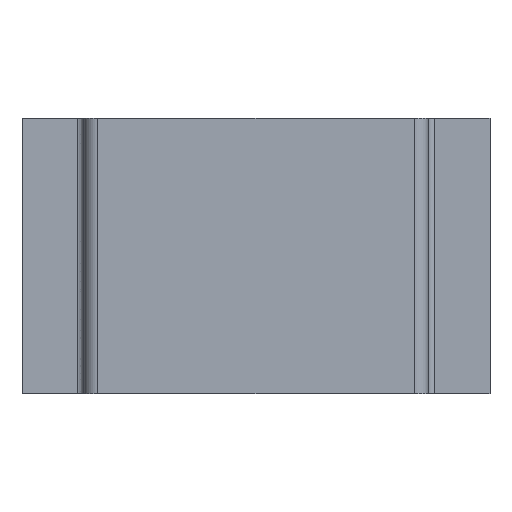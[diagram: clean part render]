
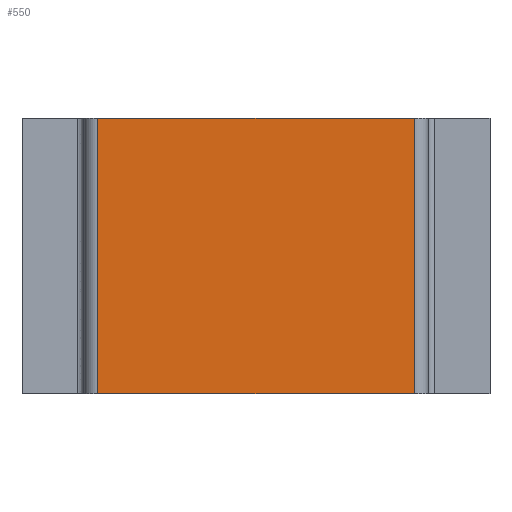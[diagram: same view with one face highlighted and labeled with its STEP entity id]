
A CAD part, top view. The second image highlights one B-rep face of the part: STEP entity #550.
In plain terms, the highlighted planar face has unit normal (0, 0, 1).
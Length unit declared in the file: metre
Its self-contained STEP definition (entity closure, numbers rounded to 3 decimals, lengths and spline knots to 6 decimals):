
#92=ORIENTED_EDGE('',*,*,#225,.T.);
#93=ORIENTED_EDGE('',*,*,#230,.F.);
#94=ORIENTED_EDGE('',*,*,#221,.F.);
#95=ORIENTED_EDGE('',*,*,#231,.T.);
#221=EDGE_CURVE('',#288,#290,#337,.T.);
#225=EDGE_CURVE('',#294,#292,#341,.T.);
#230=EDGE_CURVE('',#290,#292,#346,.T.);
#231=EDGE_CURVE('',#288,#294,#347,.F.);
#288=VERTEX_POINT('',#865);
#290=VERTEX_POINT('',#868);
#292=VERTEX_POINT('',#874);
#294=VERTEX_POINT('',#877);
#337=LINE('',#867,#397);
#341=LINE('',#876,#401);
#346=LINE('',#885,#406);
#347=LINE('',#886,#407);
#397=VECTOR('',#690,1.);
#401=VECTOR('',#696,1.);
#406=VECTOR('',#705,1.);
#407=VECTOR('',#706,1.);
#444=EDGE_LOOP('',(#92,#93,#94,#95));
#482=FACE_BOUND('',#444,.T.);
#520=PLANE('',#601);
#550=ADVANCED_FACE('',(#482),#520,.F.);
#601=AXIS2_PLACEMENT_3D('',#884,#703,#704);
#690=DIRECTION('',(1.,0.,0.));
#696=DIRECTION('',(1.,0.,0.));
#703=DIRECTION('',(0.,0.,-1.));
#704=DIRECTION('',(-1.,0.,0.));
#705=DIRECTION('',(0.,-1.,0.));
#706=DIRECTION('',(0.,1.,0.));
#865=CARTESIAN_POINT('',(0.055,0.,0.095));
#867=CARTESIAN_POINT('',(0.1879,0.,0.095));
#868=CARTESIAN_POINT('',(0.285,0.,0.095));
#874=CARTESIAN_POINT('',(0.285,-0.2,0.095));
#876=CARTESIAN_POINT('',(0.1879,-0.2,0.095));
#877=CARTESIAN_POINT('',(0.055,-0.2,0.095));
#884=CARTESIAN_POINT('',(0.1879,0.,0.095));
#885=CARTESIAN_POINT('',(0.285,0.,0.095));
#886=CARTESIAN_POINT('',(0.055,0.,0.095));
